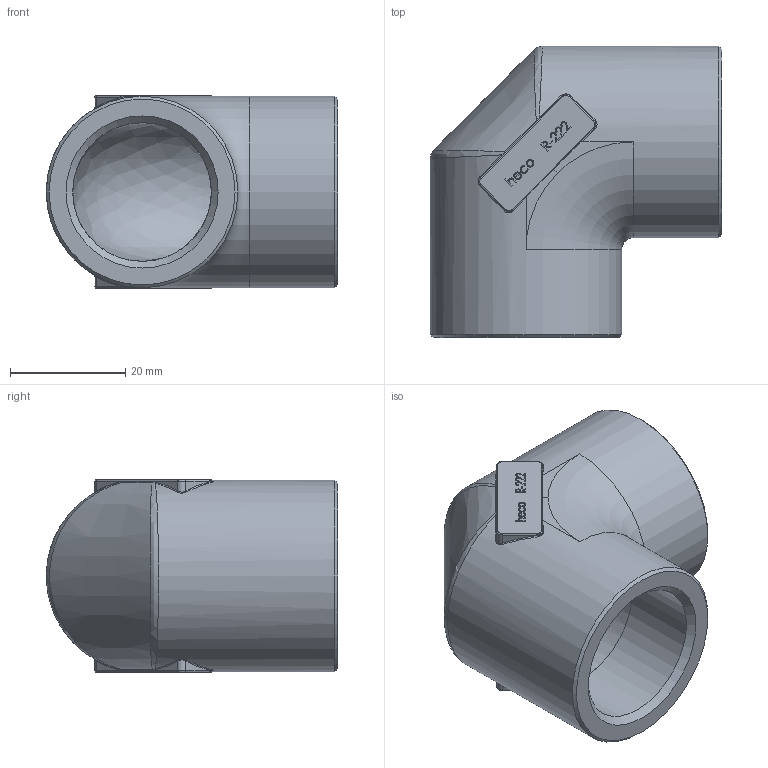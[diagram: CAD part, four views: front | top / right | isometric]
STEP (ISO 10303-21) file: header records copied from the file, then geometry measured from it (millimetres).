
FILE_DESCRIPTION (( 'STEP AP214' ), '1' );
FILE_NAME ('WI-034-100-G R-222 Winkel 2011.STEP', '2020-11-20T11:41:54', ( '' ), ( '' ), 'SwSTEP 2.0', 'SolidWorks 2019', '' );
FILE_SCHEMA (( 'AUTOMOTIVE_DESIGN' ));
Length unit declared in the file: millimetre
Products named in the file (1): WI-034-100-G R-222 Winkel 2011
Bounding box: 50.65 x 50.65 x 33.47 mm (x, y, z)
Volume: 27164.7 mm3; surface area: 12036.3 mm2
Topology: 1 solids, 1 shells, 328 faces, 836 edges, 536 vertices
Faces by surface type: bspline 150, plane 141, cylinder 24, torus 9, cone 4
Full cylindrical faces by diameter (mm): 24.097 x2, 24.117 x2, 33.3 x2
Entity records: 20110 total; most frequent: CARTESIAN_POINT 10760, ORIENTED_EDGE 1634, DIRECTION 953, EDGE_CURVE 817, VERTEX_POINT 534, LINE 437, VECTOR 437, EDGE_LOOP 369
